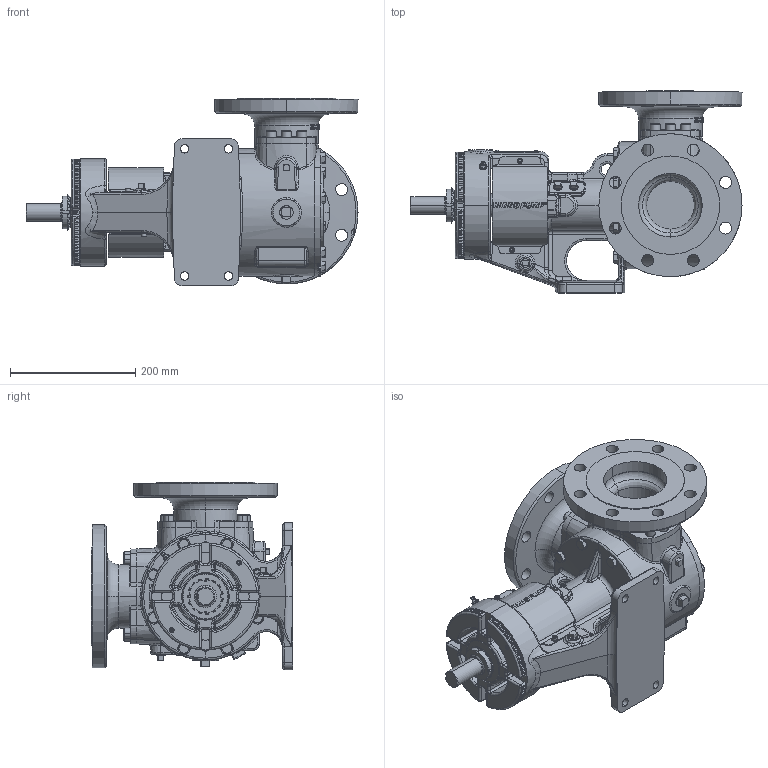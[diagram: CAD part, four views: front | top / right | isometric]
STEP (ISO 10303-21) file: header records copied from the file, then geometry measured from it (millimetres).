
FILE_DESCRIPTION (( 'STEP AP214' ), '1' );
FILE_NAME ('KV-2643.STEP', '2024-04-03T13:05:00', ( '' ), ( '' ), 'SwSTEP 2.0', 'SolidWorks 2022', '' );
FILE_SCHEMA (( 'AUTOMOTIVE_DESIGN' ));
Length unit declared in the file: inch
Products named in the file (1): KV-2643
Bounding box: 530.27 x 322.33 x 300.1 mm (x, y, z)
Volume: 10072853.7 mm3; surface area: 814905.6 mm2
Topology: 1 solids, 13 shells, 5065 faces, 13108 edges, 8248 vertices
Faces by surface type: bspline 1827, plane 1507, cylinder 744, cone 736, torus 136, sphere 115
Entity records: 312524 total; most frequent: CARTESIAN_POINT 139036, ORIENTED_EDGE 26086, DIRECTION 16944, EDGE_CURVE 13043, VERTEX_POINT 8245, AXIS2_PLACEMENT_3D 6281, EDGE_LOOP 5386, B_SPLINE_CURVE_WITH_KNOTS 5205
